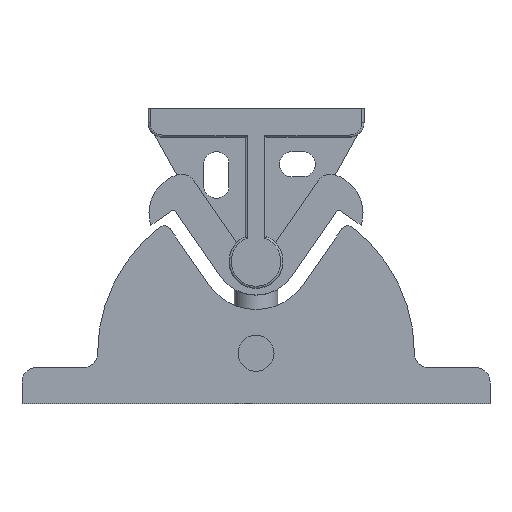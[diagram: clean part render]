
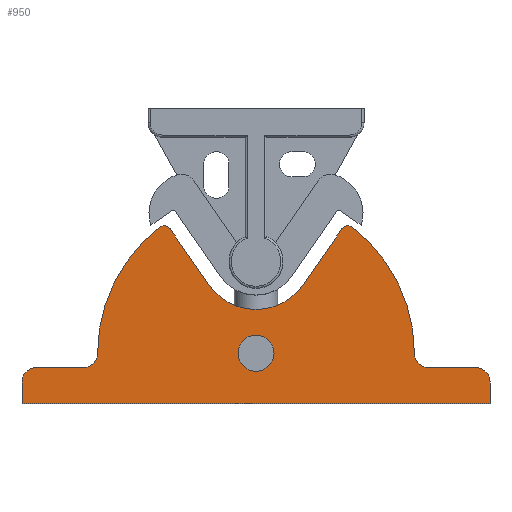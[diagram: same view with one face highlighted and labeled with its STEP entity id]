
A CAD part, front view. The second image highlights one B-rep face of the part: STEP entity #950.
In plain terms, the highlighted planar face has unit normal (0, -1, 0).
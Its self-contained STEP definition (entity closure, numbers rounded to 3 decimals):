
#17=CARTESIAN_POINT('',(40.625,-15.,3.));
#18=VERTEX_POINT('',#17);
#25=CARTESIAN_POINT('',(40.625,-15.,0.));
#26=VERTEX_POINT('',#25);
#27=CARTESIAN_POINT('',(40.625,-15.,0.));
#28=DIRECTION('',(0.0,0.,1.));
#29=VECTOR('',#28,3.);
#30=LINE('',#27,#29);
#31=EDGE_CURVE('',#26,#18,#30,.T.);
#79=CARTESIAN_POINT('',(38.625,-15.,5.));
#80=VERTEX_POINT('',#79);
#87=CARTESIAN_POINT('',(38.625,-15.,3.));
#88=DIRECTION('',(0.0,-1.,0.));
#89=DIRECTION('',(1.0,0.0,0.0));
#90=AXIS2_PLACEMENT_3D('',#87,#88,#89);
#91=CIRCLE('',#90,2.);
#92=EDGE_CURVE('',#18,#80,#91,.T.);
#143=CARTESIAN_POINT('',(32.125,-15.,5.));
#144=VERTEX_POINT('',#143);
#151=CARTESIAN_POINT('',(38.625,-15.,5.));
#152=DIRECTION('',(-1.0,0.0,0.0));
#153=VECTOR('',#152,6.5);
#154=LINE('',#151,#153);
#155=EDGE_CURVE('',#80,#144,#154,.T.);
#174=CARTESIAN_POINT('',(30.125,-15.,7.));
#175=VERTEX_POINT('',#174);
#182=CARTESIAN_POINT('',(32.125,-15.,7.));
#183=DIRECTION('',(0.0,1.,0.));
#184=DIRECTION('',(-1.0,0.0,0.0));
#185=AXIS2_PLACEMENT_3D('',#182,#183,#184);
#186=CIRCLE('',#185,2.);
#187=EDGE_CURVE('',#144,#175,#186,.T.);
#208=CARTESIAN_POINT('',(21.473,-15.,24.488));
#209=VERTEX_POINT('',#208);
#216=CARTESIAN_POINT('',(8.125,-15.,7.));
#217=DIRECTION('',(0.,-1.,0.));
#218=DIRECTION('',(0.607,0.,0.795));
#219=AXIS2_PLACEMENT_3D('',#216,#217,#218);
#220=CIRCLE('',#219,22.);
#221=EDGE_CURVE('',#175,#209,#220,.T.);
#275=CARTESIAN_POINT('',(20.043,-15.,24.261));
#276=VERTEX_POINT('',#275);
#283=CARTESIAN_POINT('',(20.866,-15.,23.693));
#284=DIRECTION('',(0.,-1.,0.));
#285=DIRECTION('',(-0.823,0.,0.568));
#286=AXIS2_PLACEMENT_3D('',#283,#284,#285);
#287=CIRCLE('',#286,1.);
#288=EDGE_CURVE('',#209,#276,#287,.T.);
#339=CARTESIAN_POINT('',(14.708,-15.,16.535));
#340=VERTEX_POINT('',#339);
#347=CARTESIAN_POINT('',(20.043,-15.,24.261));
#348=DIRECTION('',(-0.568,0.,-0.823));
#349=VECTOR('',#348,9.39);
#350=LINE('',#347,#349);
#351=EDGE_CURVE('',#276,#340,#350,.T.);
#404=CARTESIAN_POINT('',(1.542,-15.,16.535));
#405=VERTEX_POINT('',#404);
#412=CARTESIAN_POINT('',(8.125,-15.,21.08));
#413=DIRECTION('',(0.,1.,0.));
#414=DIRECTION('',(-0.823,0.,-0.568));
#415=AXIS2_PLACEMENT_3D('',#412,#413,#414);
#416=CIRCLE('',#415,8.);
#417=EDGE_CURVE('',#340,#405,#416,.T.);
#467=CARTESIAN_POINT('',(-3.793,-15.,24.261));
#468=VERTEX_POINT('',#467);
#475=CARTESIAN_POINT('',(1.542,-15.,16.535));
#476=DIRECTION('',(-0.568,0.,0.823));
#477=VECTOR('',#476,9.39);
#478=LINE('',#475,#477);
#479=EDGE_CURVE('',#405,#468,#478,.T.);
#498=CARTESIAN_POINT('',(-5.223,-15.,24.488));
#499=VERTEX_POINT('',#498);
#506=CARTESIAN_POINT('',(-4.616,-15.,23.693));
#507=DIRECTION('',(0.,-1.,0.));
#508=DIRECTION('',(-0.607,0.,0.795));
#509=AXIS2_PLACEMENT_3D('',#506,#507,#508);
#510=CIRCLE('',#509,1.);
#511=EDGE_CURVE('',#468,#499,#510,.T.);
#556=CARTESIAN_POINT('',(-13.875,-15.,7.));
#557=VERTEX_POINT('',#556);
#564=CARTESIAN_POINT('',(8.125,-15.,7.));
#565=DIRECTION('',(0.,-1.,0.));
#566=DIRECTION('',(-1.0,0.,0.));
#567=AXIS2_PLACEMENT_3D('',#564,#565,#566);
#568=CIRCLE('',#567,22.);
#569=EDGE_CURVE('',#499,#557,#568,.T.);
#597=CARTESIAN_POINT('',(-15.875,-15.,5.));
#598=VERTEX_POINT('',#597);
#605=CARTESIAN_POINT('',(-15.875,-15.,7.));
#606=DIRECTION('',(0.0,1.,0.));
#607=DIRECTION('',(1.0,0.0,0.0));
#608=AXIS2_PLACEMENT_3D('',#605,#606,#607);
#609=CIRCLE('',#608,2.);
#610=EDGE_CURVE('',#557,#598,#609,.T.);
#663=CARTESIAN_POINT('',(-22.375,-15.,5.));
#664=VERTEX_POINT('',#663);
#671=CARTESIAN_POINT('',(-15.875,-15.,5.));
#672=DIRECTION('',(-1.0,0.0,0.0));
#673=VECTOR('',#672,6.5);
#674=LINE('',#671,#673);
#675=EDGE_CURVE('',#598,#664,#674,.T.);
#694=CARTESIAN_POINT('',(-24.375,-15.,3.));
#695=VERTEX_POINT('',#694);
#702=CARTESIAN_POINT('',(-22.375,-15.,3.));
#703=DIRECTION('',(0.0,-1.,0.));
#704=DIRECTION('',(1.0,0.0,0.0));
#705=AXIS2_PLACEMENT_3D('',#702,#703,#704);
#706=CIRCLE('',#705,2.);
#707=EDGE_CURVE('',#664,#695,#706,.T.);
#749=CARTESIAN_POINT('',(-24.375,-15.,0.));
#750=VERTEX_POINT('',#749);
#757=CARTESIAN_POINT('',(-24.375,-15.,3.));
#758=DIRECTION('',(0.0,0.,-1.));
#759=VECTOR('',#758,3.);
#760=LINE('',#757,#759);
#761=EDGE_CURVE('',#695,#750,#760,.T.);
#773=CARTESIAN_POINT('',(-24.375,-15.,0.));
#774=DIRECTION('',(1.0,0.0,0.0));
#775=VECTOR('',#774,65.0);
#776=LINE('',#773,#775);
#777=EDGE_CURVE('',#750,#26,#776,.T.);
#907=CARTESIAN_POINT('',(-30.875,-15.,-2.469));
#908=DIRECTION('',(0.0,-1.,0.));
#909=DIRECTION('',(1.0,0.0,0.0));
#910=AXIS2_PLACEMENT_3D('',#907,#908,#909);
#911=PLANE('',#910);
#912=ORIENTED_EDGE('',*,*,#31,.T.);
#913=ORIENTED_EDGE('',*,*,#92,.T.);
#914=ORIENTED_EDGE('',*,*,#155,.T.);
#915=ORIENTED_EDGE('',*,*,#187,.T.);
#916=ORIENTED_EDGE('',*,*,#221,.T.);
#917=ORIENTED_EDGE('',*,*,#288,.T.);
#918=ORIENTED_EDGE('',*,*,#351,.T.);
#919=ORIENTED_EDGE('',*,*,#417,.T.);
#920=ORIENTED_EDGE('',*,*,#479,.T.);
#921=ORIENTED_EDGE('',*,*,#511,.T.);
#922=ORIENTED_EDGE('',*,*,#569,.T.);
#923=ORIENTED_EDGE('',*,*,#610,.T.);
#924=ORIENTED_EDGE('',*,*,#675,.T.);
#925=ORIENTED_EDGE('',*,*,#707,.T.);
#926=ORIENTED_EDGE('',*,*,#761,.T.);
#927=ORIENTED_EDGE('',*,*,#777,.T.);
#928=EDGE_LOOP('',(#912,#913,#914,#915,#916,#917,#918,#919,#920,#921,#922,#923,#924,#925,#926,#927));
#929=FACE_OUTER_BOUND('',#928,.T.);
#930=CARTESIAN_POINT('',(10.625,-15.,7.));
#931=VERTEX_POINT('',#930);
#932=CARTESIAN_POINT('',(5.625,-15.,7.));
#933=VERTEX_POINT('',#932);
#934=CARTESIAN_POINT('',(8.125,-15.,7.));
#935=DIRECTION('',(0.0,1.,0.));
#936=DIRECTION('',(1.0,0.0,0.0));
#937=AXIS2_PLACEMENT_3D('',#934,#935,#936);
#938=CIRCLE('',#937,2.5);
#939=EDGE_CURVE('',#931,#933,#938,.T.);
#940=ORIENTED_EDGE('',*,*,#939,.T.);
#941=CARTESIAN_POINT('',(8.125,-15.,7.));
#942=DIRECTION('',(0.0,1.,0.));
#943=DIRECTION('',(1.0,0.0,0.0));
#944=AXIS2_PLACEMENT_3D('',#941,#942,#943);
#945=CIRCLE('',#944,2.5);
#946=EDGE_CURVE('',#933,#931,#945,.T.);
#947=ORIENTED_EDGE('',*,*,#946,.T.);
#948=EDGE_LOOP('',(#940,#947));
#949=FACE_BOUND('',#948,.T.);
#950=ADVANCED_FACE('',(#929,#949),#911,.T.);
